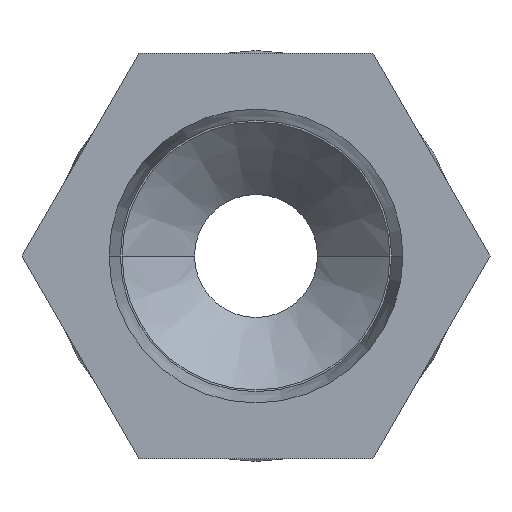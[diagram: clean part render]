
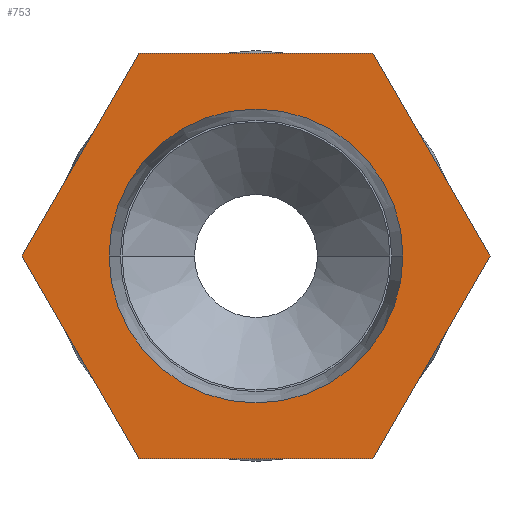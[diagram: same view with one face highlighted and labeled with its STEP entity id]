
A CAD part, front view. The second image highlights one B-rep face of the part: STEP entity #753.
In plain terms, the highlighted planar face has unit normal (0, -1, 0).
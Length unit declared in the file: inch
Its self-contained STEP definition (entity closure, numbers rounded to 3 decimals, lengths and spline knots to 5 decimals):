
#266=DIRECTION('',(1.,0.,0.));
#267=VECTOR('',#266,0.32332);
#268=CARTESIAN_POINT('',(-0.16166,0.,0.28));
#269=LINE('',#268,#267);
#273=DIRECTION('',(0.5,0.,-0.866));
#274=VECTOR('',#273,0.32332);
#275=CARTESIAN_POINT('',(0.16166,0.,0.28));
#276=LINE('',#275,#274);
#280=DIRECTION('',(-0.5,0.,-0.866));
#281=VECTOR('',#280,0.32332);
#282=CARTESIAN_POINT('',(0.32332,0.,0.));
#283=LINE('',#282,#281);
#287=DIRECTION('',(-1.,0.,0.));
#288=VECTOR('',#287,0.32332);
#289=CARTESIAN_POINT('',(0.16166,0.,-0.28));
#290=LINE('',#289,#288);
#294=DIRECTION('',(-0.5,0.,0.866));
#295=VECTOR('',#294,0.32332);
#296=CARTESIAN_POINT('',(-0.16166,0.,-0.28));
#297=LINE('',#296,#295);
#301=DIRECTION('',(0.5,0.,0.866));
#302=VECTOR('',#301,0.32332);
#303=CARTESIAN_POINT('',(-0.32332,0.,0.));
#304=LINE('',#303,#302);
#343=CARTESIAN_POINT('',(0.,0.,0.));
#344=DIRECTION('',(0.,1.,0.));
#345=DIRECTION('',(-1.,0.,0.));
#346=AXIS2_PLACEMENT_3D('',#343,#344,#345);
#359=CARTESIAN_POINT('',(0.,0.,0.));
#360=DIRECTION('',(0.,1.,0.));
#361=DIRECTION('',(1.,0.,0.));
#362=AXIS2_PLACEMENT_3D('',#359,#360,#361);
#532=CARTESIAN_POINT('',(-0.16166,0.,0.28));
#533=CARTESIAN_POINT('',(0.16166,0.,0.28));
#534=VERTEX_POINT('',#532);
#535=VERTEX_POINT('',#533);
#536=CARTESIAN_POINT('',(0.32332,0.,0.));
#537=VERTEX_POINT('',#536);
#538=CARTESIAN_POINT('',(0.16166,0.,-0.28));
#539=VERTEX_POINT('',#538);
#540=CARTESIAN_POINT('',(-0.16166,0.,-0.28));
#541=VERTEX_POINT('',#540);
#542=CARTESIAN_POINT('',(-0.32332,0.,0.));
#543=VERTEX_POINT('',#542);
#580=CARTESIAN_POINT('',(-0.20302,0.,0.));
#581=CARTESIAN_POINT('',(0.20302,0.,0.));
#582=VERTEX_POINT('',#580);
#583=VERTEX_POINT('',#581);
#729=CARTESIAN_POINT('',(0.,0.,0.));
#730=DIRECTION('',(0.,1.,0.));
#731=DIRECTION('',(1.,0.,0.));
#732=AXIS2_PLACEMENT_3D('',#729,#730,#731);
#733=PLANE('',#732);
#734=ORIENTED_EDGE('',*,*,#719,.T.);
#736=ORIENTED_EDGE('',*,*,#735,.T.);
#738=ORIENTED_EDGE('',*,*,#737,.T.);
#740=ORIENTED_EDGE('',*,*,#739,.T.);
#742=ORIENTED_EDGE('',*,*,#741,.T.);
#744=ORIENTED_EDGE('',*,*,#743,.T.);
#745=EDGE_LOOP('',(#734,#736,#738,#740,#742,#744));
#746=FACE_OUTER_BOUND('',#745,.F.);
#748=ORIENTED_EDGE('',*,*,#747,.F.);
#750=ORIENTED_EDGE('',*,*,#749,.F.);
#751=EDGE_LOOP('',(#748,#750));
#752=FACE_BOUND('',#751,.F.);
#753=ADVANCED_FACE('',(#746,#752),#733,.F.);
#347=CIRCLE('',#346,0.20302);
#363=CIRCLE('',#362,0.20302);
#719=EDGE_CURVE('',#534,#535,#269,.T.);
#735=EDGE_CURVE('',#535,#537,#276,.T.);
#737=EDGE_CURVE('',#537,#539,#283,.T.);
#739=EDGE_CURVE('',#539,#541,#290,.T.);
#741=EDGE_CURVE('',#541,#543,#297,.T.);
#743=EDGE_CURVE('',#543,#534,#304,.T.);
#747=EDGE_CURVE('',#582,#583,#347,.T.);
#749=EDGE_CURVE('',#583,#582,#363,.T.);
